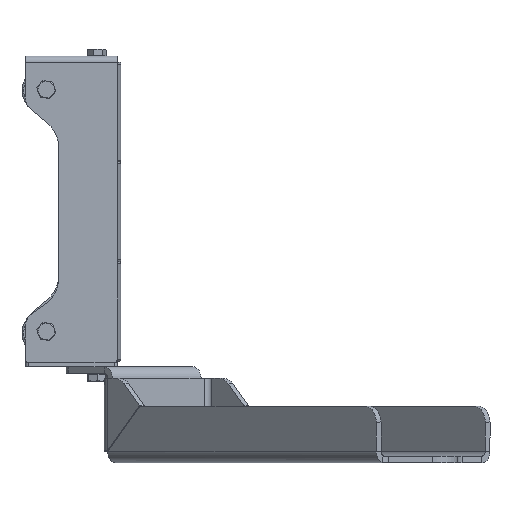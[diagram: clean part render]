
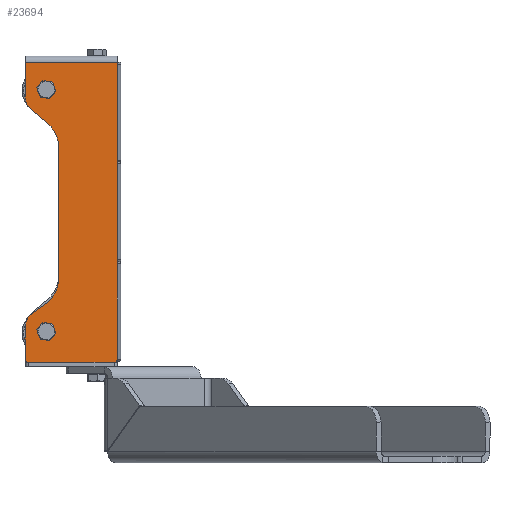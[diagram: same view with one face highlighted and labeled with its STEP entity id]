
A CAD part, front view. The second image highlights one B-rep face of the part: STEP entity #23694.
In plain terms, the highlighted planar face has unit normal (0, -1, 0).
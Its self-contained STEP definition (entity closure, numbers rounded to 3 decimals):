
#25 = DIRECTION ( 'NONE',  ( 0., 0., 1. ) ) ;
#541 = VERTEX_POINT ( 'NONE', #39182 ) ;
#1558 = VERTEX_POINT ( 'NONE', #76719 ) ;
#2570 = ORIENTED_EDGE ( 'NONE', *, *, #3055, .T. ) ;
#2588 = VERTEX_POINT ( 'NONE', #7532 ) ;
#3055 = EDGE_CURVE ( 'NONE', #57833, #29671, #74786, .T. ) ;
#4620 = EDGE_CURVE ( 'NONE', #34739, #2588, #41045, .T. ) ;
#5045 = EDGE_CURVE ( 'NONE', #29671, #59353, #7973, .T. ) ;
#5053 = ORIENTED_EDGE ( 'NONE', *, *, #21950, .T. ) ;
#5353 = FACE_OUTER_BOUND ( 'NONE', #10343, .T. ) ;
#6115 = PLANE ( 'NONE',  #6687 ) ;
#6263 = DIRECTION ( 'NONE',  ( 0., -1., 0. ) ) ;
#6687 = AXIS2_PLACEMENT_3D ( 'NONE', #30244, #10896, #11660 ) ;
#6707 = ORIENTED_EDGE ( 'NONE', *, *, #27412, .F. ) ;
#6774 = ORIENTED_EDGE ( 'NONE', *, *, #48664, .F. ) ;
#7208 = DIRECTION ( 'NONE',  ( -0.766, 0., 0.643 ) ) ;
#7403 = EDGE_LOOP ( 'NONE', ( #6707 ) ) ;
#7532 = CARTESIAN_POINT ( 'NONE',  ( -288.528, 139., 107.481 ) ) ;
#7722 = CARTESIAN_POINT ( 'NONE',  ( -280., 139., 200.952 ) ) ;
#7815 = ORIENTED_EDGE ( 'NONE', *, *, #5045, .T. ) ;
#7973 = LINE ( 'NONE', #13123, #54225 ) ;
#8788 = DIRECTION ( 'NONE',  ( 0., -1., 0. ) ) ;
#9103 = VECTOR ( 'NONE', #38863, 1000. ) ;
#9451 = CARTESIAN_POINT ( 'NONE',  ( -300., 139., 200.952 ) ) ;
#10259 = VERTEX_POINT ( 'NONE', #20202 ) ;
#10343 = EDGE_LOOP ( 'NONE', ( #45854, #27620, #5053, #2570, #7815, #27183, #12171, #54911, #37081, #34341, #52341, #31717, #76838, #6774 ) ) ;
#10443 = CIRCLE ( 'NONE', #40778, 10. ) ;
#10464 = AXIS2_PLACEMENT_3D ( 'NONE', #62845, #68797, #32426 ) ;
#10896 = DIRECTION ( 'NONE',  ( 0., 1., 0. ) ) ;
#11418 = CARTESIAN_POINT ( 'NONE',  ( -300., 139., 252.2 ) ) ;
#11660 = DIRECTION ( 'NONE',  ( 0., 0., -1. ) ) ;
#12171 = ORIENTED_EDGE ( 'NONE', *, *, #22423, .T. ) ;
#12209 = CARTESIAN_POINT ( 'NONE',  ( -300., 139., 123.864 ) ) ;
#12378 = VERTEX_POINT ( 'NONE', #48773 ) ;
#12932 = CARTESIAN_POINT ( 'NONE',  ( -290., 139., 94.243 ) ) ;
#13123 = CARTESIAN_POINT ( 'NONE',  ( -245., 139., 73. ) ) ;
#13209 = VECTOR ( 'NONE', #48169, 1000. ) ;
#13716 = CIRCLE ( 'NONE', #55370, 2. ) ;
#15006 = VECTOR ( 'NONE', #35099, 1000. ) ;
#15041 = EDGE_CURVE ( 'NONE', #28727, #10259, #61771, .T. ) ;
#15396 = CARTESIAN_POINT ( 'NONE',  ( -298., 139., 73. ) ) ;
#15451 = EDGE_CURVE ( 'NONE', #47730, #541, #68231, .T. ) ;
#17922 = LINE ( 'NONE', #19102, #60137 ) ;
#18254 = EDGE_CURVE ( 'NONE', #541, #12378, #17922, .T. ) ;
#19043 = AXIS2_PLACEMENT_3D ( 'NONE', #9451, #57292, #45440 ) ;
#19102 = CARTESIAN_POINT ( 'NONE',  ( -300., 139., 227.06 ) ) ;
#20045 = DIRECTION ( 'NONE',  ( 0., -1., 0. ) ) ;
#20202 = CARTESIAN_POINT ( 'NONE',  ( -300., 139., 231.723 ) ) ;
#20862 = CARTESIAN_POINT ( 'NONE',  ( -287.5, 139., 93.6 ) ) ;
#21950 = EDGE_CURVE ( 'NONE', #38135, #57833, #29594, .T. ) ;
#22423 = EDGE_CURVE ( 'NONE', #29940, #48286, #44014, .T. ) ;
#22908 = DIRECTION ( 'NONE',  ( 0., 0., -1. ) ) ;
#23469 = CIRCLE ( 'NONE', #73970, 3.1 ) ;
#23694 = ADVANCED_FACE ( 'NONE', ( #36580, #65075, #5353 ), #6115, .F. ) ;
#24700 = DIRECTION ( 'NONE',  ( 0., -1., 0. ) ) ;
#25805 = DIRECTION ( 'NONE',  ( 0., 0., -1. ) ) ;
#26147 = DIRECTION ( 'NONE',  ( 1., 0., 0. ) ) ;
#26989 = EDGE_LOOP ( 'NONE', ( #42160 ) ) ;
#27183 = ORIENTED_EDGE ( 'NONE', *, *, #70741, .T. ) ;
#27412 = EDGE_CURVE ( 'NONE', #38372, #38372, #42021, .T. ) ;
#27620 = ORIENTED_EDGE ( 'NONE', *, *, #76104, .T. ) ;
#28727 = VERTEX_POINT ( 'NONE', #11418 ) ;
#29594 = LINE ( 'NONE', #34780, #45701 ) ;
#29671 = VERTEX_POINT ( 'NONE', #15396 ) ;
#29940 = VERTEX_POINT ( 'NONE', #55266 ) ;
#30244 = CARTESIAN_POINT ( 'NONE',  ( -272.5, 139., 148. ) ) ;
#30875 = CARTESIAN_POINT ( 'NONE',  ( -287.5, 139., 238.6 ) ) ;
#31717 = ORIENTED_EDGE ( 'NONE', *, *, #15451, .F. ) ;
#31810 = DIRECTION ( 'NONE',  ( 0., 0., -1. ) ) ;
#32426 = DIRECTION ( 'NONE',  ( 0., 0., 1. ) ) ;
#33043 = DIRECTION ( 'NONE',  ( 0., 0., -1. ) ) ;
#33100 = CARTESIAN_POINT ( 'NONE',  ( -298., 139., 75. ) ) ;
#34341 = ORIENTED_EDGE ( 'NONE', *, *, #44506, .T. ) ;
#34739 = VERTEX_POINT ( 'NONE', #73094 ) ;
#34780 = CARTESIAN_POINT ( 'NONE',  ( -300., 139., 73. ) ) ;
#35099 = DIRECTION ( 'NONE',  ( 0.819, 0., 0.574 ) ) ;
#35500 = DIRECTION ( 'NONE',  ( 0., -1., 0. ) ) ;
#35530 = CARTESIAN_POINT ( 'NONE',  ( -245., 139., 252.2 ) ) ;
#36580 = FACE_BOUND ( 'NONE', #26989, .T. ) ;
#36813 = LINE ( 'NONE', #54190, #43001 ) ;
#37081 = ORIENTED_EDGE ( 'NONE', *, *, #15041, .T. ) ;
#37743 = CARTESIAN_POINT ( 'NONE',  ( -247., 139., 75. ) ) ;
#38135 = VERTEX_POINT ( 'NONE', #43053 ) ;
#38280 = VERTEX_POINT ( 'NONE', #20862 ) ;
#38372 = VERTEX_POINT ( 'NONE', #30875 ) ;
#38863 = DIRECTION ( 'NONE',  ( 0., 0., 1. ) ) ;
#39182 = CARTESIAN_POINT ( 'NONE',  ( -287.144, 139., 216.273 ) ) ;
#40778 = AXIS2_PLACEMENT_3D ( 'NONE', #56769, #20045, #33043 ) ;
#41045 = LINE ( 'NONE', #65142, #15006 ) ;
#41395 = EDGE_CURVE ( 'NONE', #1558, #47730, #36813, .T. ) ;
#42021 = CIRCLE ( 'NONE', #10464, 3.1 ) ;
#42160 = ORIENTED_EDGE ( 'NONE', *, *, #57824, .F. ) ;
#42209 = AXIS2_PLACEMENT_3D ( 'NONE', #12209, #6263, #42273 ) ;
#42210 = DIRECTION ( 'NONE',  ( 0., 0., -1. ) ) ;
#42273 = DIRECTION ( 'NONE',  ( 0., 0., 1. ) ) ;
#43001 = VECTOR ( 'NONE', #25, 1000. ) ;
#43053 = CARTESIAN_POINT ( 'NONE',  ( -300., 139., 94.243 ) ) ;
#44014 = LINE ( 'NONE', #44408, #9103 ) ;
#44254 = VECTOR ( 'NONE', #25805, 1000. ) ;
#44408 = CARTESIAN_POINT ( 'NONE',  ( -245., 139., 256. ) ) ;
#44487 = CIRCLE ( 'NONE', #62141, 10. ) ;
#44506 = EDGE_CURVE ( 'NONE', #10259, #12378, #10443, .T. ) ;
#45440 = DIRECTION ( 'NONE',  ( 0., 0., 1. ) ) ;
#45701 = VECTOR ( 'NONE', #22908, 1000. ) ;
#45854 = ORIENTED_EDGE ( 'NONE', *, *, #4620, .F. ) ;
#47730 = VERTEX_POINT ( 'NONE', #7722 ) ;
#48169 = DIRECTION ( 'NONE',  ( -1., 0., 0. ) ) ;
#48286 = VERTEX_POINT ( 'NONE', #71231 ) ;
#48664 = EDGE_CURVE ( 'NONE', #2588, #1558, #64908, .T. ) ;
#48773 = CARTESIAN_POINT ( 'NONE',  ( -296.428, 139., 224.063 ) ) ;
#49556 = DIRECTION ( 'NONE',  ( 0., 0., 1. ) ) ;
#51281 = DIRECTION ( 'NONE',  ( 0., 0., -1. ) ) ;
#51798 = CARTESIAN_POINT ( 'NONE',  ( -247., 139., 73. ) ) ;
#52341 = ORIENTED_EDGE ( 'NONE', *, *, #18254, .F. ) ;
#54190 = CARTESIAN_POINT ( 'NONE',  ( -280., 139., 123.864 ) ) ;
#54225 = VECTOR ( 'NONE', #26147, 1000. ) ;
#54911 = ORIENTED_EDGE ( 'NONE', *, *, #55506, .T. ) ;
#55266 = CARTESIAN_POINT ( 'NONE',  ( -245., 139., 75. ) ) ;
#55370 = AXIS2_PLACEMENT_3D ( 'NONE', #37743, #24700, #31810 ) ;
#55506 = EDGE_CURVE ( 'NONE', #48286, #28727, #60021, .T. ) ;
#56769 = CARTESIAN_POINT ( 'NONE',  ( -290., 139., 231.723 ) ) ;
#57218 = DIRECTION ( 'NONE',  ( 0., -1., 0. ) ) ;
#57292 = DIRECTION ( 'NONE',  ( 0., -1., 0. ) ) ;
#57824 = EDGE_CURVE ( 'NONE', #38280, #38280, #23469, .T. ) ;
#57833 = VERTEX_POINT ( 'NONE', #73656 ) ;
#59353 = VERTEX_POINT ( 'NONE', #51798 ) ;
#60021 = LINE ( 'NONE', #35530, #13209 ) ;
#60137 = VECTOR ( 'NONE', #7208, 1000. ) ;
#61771 = LINE ( 'NONE', #73629, #44254 ) ;
#62141 = AXIS2_PLACEMENT_3D ( 'NONE', #12932, #35500, #42210 ) ;
#62845 = CARTESIAN_POINT ( 'NONE',  ( -287.5, 139., 235.5 ) ) ;
#62951 = CARTESIAN_POINT ( 'NONE',  ( -287.5, 139., 90.5 ) ) ;
#64908 = CIRCLE ( 'NONE', #42209, 20. ) ;
#65075 = FACE_BOUND ( 'NONE', #7403, .T. ) ;
#65142 = CARTESIAN_POINT ( 'NONE',  ( -300., 139., 99.449 ) ) ;
#68231 = CIRCLE ( 'NONE', #19043, 20. ) ;
#68797 = DIRECTION ( 'NONE',  ( 0., -1., 0. ) ) ;
#70741 = EDGE_CURVE ( 'NONE', #59353, #29940, #13716, .T. ) ;
#71231 = CARTESIAN_POINT ( 'NONE',  ( -245., 139., 252.2 ) ) ;
#73094 = CARTESIAN_POINT ( 'NONE',  ( -295.736, 139., 102.434 ) ) ;
#73629 = CARTESIAN_POINT ( 'NONE',  ( -300., 139., 73. ) ) ;
#73656 = CARTESIAN_POINT ( 'NONE',  ( -300., 139., 75. ) ) ;
#73970 = AXIS2_PLACEMENT_3D ( 'NONE', #62951, #8788, #49556 ) ;
#74786 = CIRCLE ( 'NONE', #76016, 2. ) ;
#76016 = AXIS2_PLACEMENT_3D ( 'NONE', #33100, #57218, #51281 ) ;
#76104 = EDGE_CURVE ( 'NONE', #34739, #38135, #44487, .T. ) ;
#76719 = CARTESIAN_POINT ( 'NONE',  ( -280., 139., 123.864 ) ) ;
#76838 = ORIENTED_EDGE ( 'NONE', *, *, #41395, .F. ) ;
